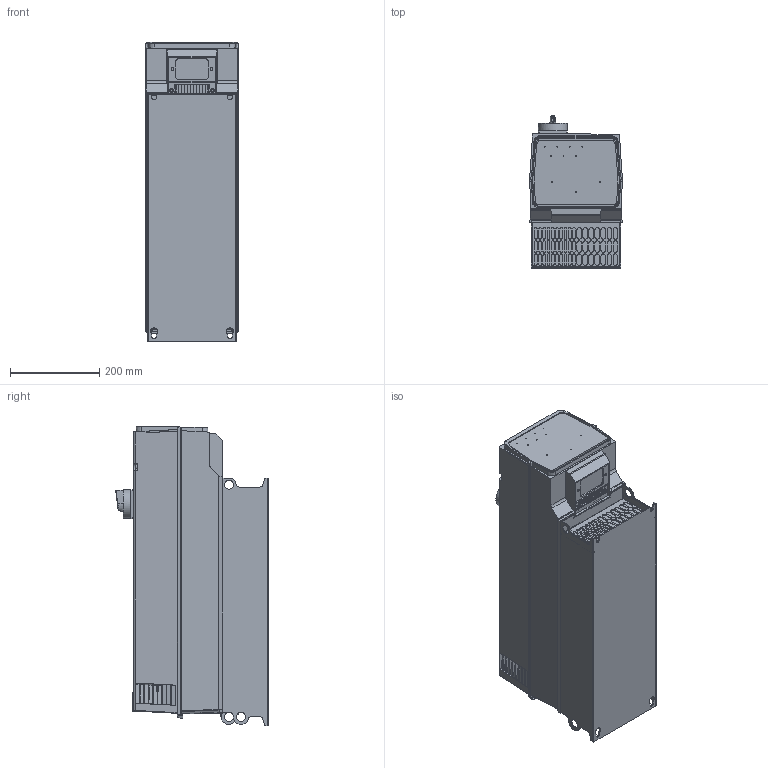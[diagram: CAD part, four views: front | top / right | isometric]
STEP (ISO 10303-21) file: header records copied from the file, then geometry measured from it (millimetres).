
FILE_DESCRIPTION((''),'2;1');
FILE_NAME('FK06_ASM_W_SWITCH_SW0007','2020-12-07T15:16:36',('ett15986'),(''),'CREO PARAMETRIC BY PTC INC, 2017260','CREO PARAMETRIC BY PTC INC, 2017260','');
FILE_SCHEMA(('AUTOMOTIVE_DESIGN { 1 0 10303 214 1 1 1 1 }'));
Products named in the file (1): FK06_ASM_W_SWITCH_SW0007
Bounding box: 209 x 341.35 x 671.21 mm (x, y, z)
Volume: 34882819.5 mm3; surface area: 896460.7 mm2
Topology: 1 solids, 1 shells, 1818 faces, 4874 edges, 3166 vertices
Faces by surface type: plane 1055, cylinder 458, extrusion 119, bspline 101, cone 67, torus 18
Entity records: 80345 total; most frequent: CARTESIAN_POINT 25539, ORIENTED_EDGE 9748, DIRECTION 8161, EDGE_CURVE 4874, VECTOR 3375, LINE 3256, VERTEX_POINT 3166, AXIS2_PLACEMENT_3D 2393
